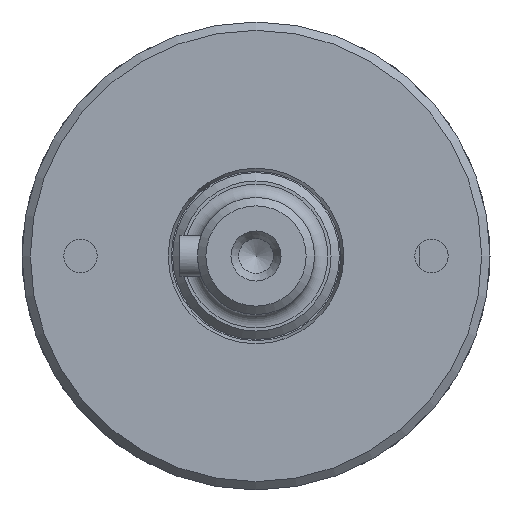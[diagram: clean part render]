
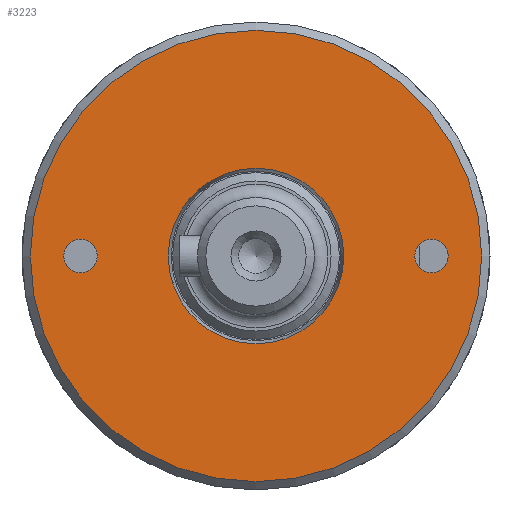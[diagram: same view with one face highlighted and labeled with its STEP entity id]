
A CAD part, left-side view. The second image highlights one B-rep face of the part: STEP entity #3223.
In plain terms, the highlighted planar face has unit normal (-1, 0, 0).
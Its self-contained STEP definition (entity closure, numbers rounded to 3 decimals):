
#271=FACE_BOUND('',#1055,.T.);
#272=FACE_BOUND('',#1056,.T.);
#273=FACE_BOUND('',#1057,.T.);
#868=FACE_OUTER_BOUND('',#1054,.T.);
#1054=EDGE_LOOP('',(#2328,#2329));
#1055=EDGE_LOOP('',(#2330,#2331));
#1056=EDGE_LOOP('',(#2332,#2333));
#1057=EDGE_LOOP('',(#2334,#2335));
#1273=CIRCLE('',#3472,2.);
#1274=CIRCLE('',#3473,2.);
#1277=CIRCLE('',#3478,2.);
#1278=CIRCLE('',#3479,2.);
#1285=CIRCLE('',#3489,10.5);
#1286=CIRCLE('',#3490,10.5);
#1287=CIRCLE('',#3492,27.);
#1288=CIRCLE('',#3493,27.);
#1453=VERTEX_POINT('',#4884);
#1454=VERTEX_POINT('',#4885);
#1458=VERTEX_POINT('',#4897);
#1459=VERTEX_POINT('',#4898);
#1466=VERTEX_POINT('',#4917);
#1467=VERTEX_POINT('',#4919);
#1468=VERTEX_POINT('',#4923);
#1469=VERTEX_POINT('',#4924);
#1784=EDGE_CURVE('',#1453,#1454,#1273,.T.);
#1785=EDGE_CURVE('',#1454,#1453,#1274,.T.);
#1790=EDGE_CURVE('',#1458,#1459,#1277,.T.);
#1791=EDGE_CURVE('',#1459,#1458,#1278,.T.);
#1800=EDGE_CURVE('',#1467,#1466,#1285,.T.);
#1801=EDGE_CURVE('',#1466,#1467,#1286,.T.);
#1802=EDGE_CURVE('',#1468,#1469,#1287,.T.);
#1803=EDGE_CURVE('',#1469,#1468,#1288,.T.);
#2328=ORIENTED_EDGE('',*,*,#1802,.F.);
#2329=ORIENTED_EDGE('',*,*,#1803,.F.);
#2330=ORIENTED_EDGE('',*,*,#1784,.T.);
#2331=ORIENTED_EDGE('',*,*,#1785,.T.);
#2332=ORIENTED_EDGE('',*,*,#1790,.T.);
#2333=ORIENTED_EDGE('',*,*,#1791,.T.);
#2334=ORIENTED_EDGE('',*,*,#1800,.T.);
#2335=ORIENTED_EDGE('',*,*,#1801,.T.);
#3096=PLANE('',#3491);
#3223=ADVANCED_FACE('',(#868,#271,#272,#273),#3096,.T.);
#3472=AXIS2_PLACEMENT_3D('',#4886,#3920,#3921);
#3473=AXIS2_PLACEMENT_3D('',#4887,#3922,#3923);
#3478=AXIS2_PLACEMENT_3D('',#4899,#3934,#3935);
#3479=AXIS2_PLACEMENT_3D('',#4900,#3936,#3937);
#3489=AXIS2_PLACEMENT_3D('',#4920,#3958,#3959);
#3490=AXIS2_PLACEMENT_3D('',#4921,#3960,#3961);
#3491=AXIS2_PLACEMENT_3D('',#4922,#3962,#3963);
#3492=AXIS2_PLACEMENT_3D('',#4925,#3964,#3965);
#3493=AXIS2_PLACEMENT_3D('',#4926,#3966,#3967);
#3920=DIRECTION('center_axis',(1.,0.,0.));
#3921=DIRECTION('ref_axis',(0.,0.,
-1.));
#3922=DIRECTION('center_axis',(1.,0.,0.));
#3923=DIRECTION('ref_axis',(0.,0.,
-1.));
#3934=DIRECTION('center_axis',(1.,0.,0.));
#3935=DIRECTION('ref_axis',(0.,0.,
-1.));
#3936=DIRECTION('center_axis',(1.,0.,0.));
#3937=DIRECTION('ref_axis',(0.,0.,
-1.));
#3958=DIRECTION('center_axis',(1.,0.,0.));
#3959=DIRECTION('ref_axis',(0.,-1.,0.));
#3960=DIRECTION('center_axis',(1.,0.,0.));
#3961=DIRECTION('ref_axis',(0.,-1.,0.));
#3962=DIRECTION('center_axis',(-1.,0.,0.));
#3963=DIRECTION('ref_axis',(0.,0.,
-1.));
#3964=DIRECTION('center_axis',(1.,0.,0.));
#3965=DIRECTION('ref_axis',(0.,-1.,0.));
#3966=DIRECTION('center_axis',(1.,0.,0.));
#3967=DIRECTION('ref_axis',(0.,-1.,0.));
#4884=CARTESIAN_POINT('',(-139.4,-21.,-2.));
#4885=CARTESIAN_POINT('',(-139.4,-21.,2.));
#4886=CARTESIAN_POINT('Origin',(-139.4,-21.,0.));
#4887=CARTESIAN_POINT('Origin',(-139.4,-21.,0.));
#4897=CARTESIAN_POINT('',(-139.4,21.,-2.));
#4898=CARTESIAN_POINT('',(-139.4,21.,2.));
#4899=CARTESIAN_POINT('Origin',(-139.4,21.,0.));
#4900=CARTESIAN_POINT('Origin',(-139.4,21.,0.));
#4917=CARTESIAN_POINT('',(-139.4,10.5,0.));
#4919=CARTESIAN_POINT('',(-139.4,-10.5,0.));
#4920=CARTESIAN_POINT('Origin',(-139.4,0.,0.));
#4921=CARTESIAN_POINT('Origin',(-139.4,0.,0.));
#4922=CARTESIAN_POINT('Origin',(-139.4,-18.75,0.));
#4923=CARTESIAN_POINT('',(-139.4,-27.,0.));
#4924=CARTESIAN_POINT('',(-139.4,27.,0.));
#4925=CARTESIAN_POINT('Origin',(-139.4,0.,0.));
#4926=CARTESIAN_POINT('Origin',(-139.4,0.,0.));
